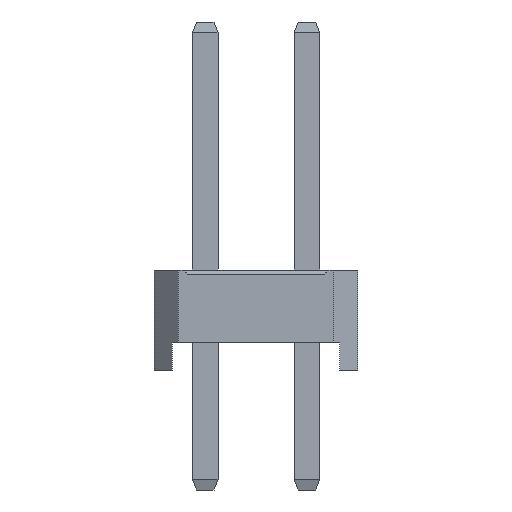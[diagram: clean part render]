
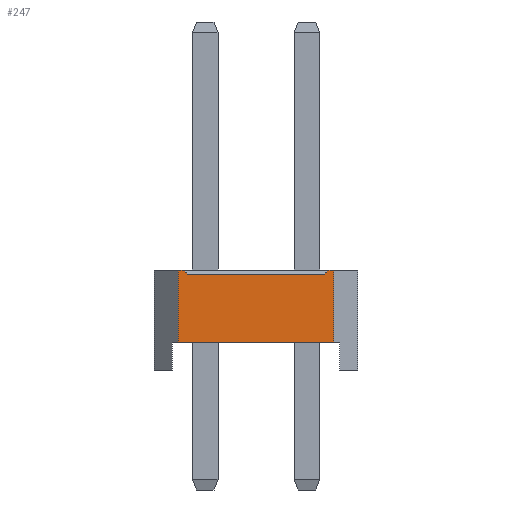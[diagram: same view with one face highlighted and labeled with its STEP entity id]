
A CAD part, left-side view. The second image highlights one B-rep face of the part: STEP entity #247.
In plain terms, the highlighted planar face has unit normal (-1, 0, 0).
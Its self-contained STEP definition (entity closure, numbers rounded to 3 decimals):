
#247=ADVANCED_FACE('',(#1204),#1206,.T.);
#1204=FACE_BOUND('',#1205,.T.);
#1205=EDGE_LOOP('',(#1972,#1973,#1974,#1975,#1976,#1977,#1978,#1979));
#1206=PLANE('',#1207);
#1207=AXIS2_PLACEMENT_3D('',#1208,#1209,#1210);
#1208=CARTESIAN_POINT('',(-1.27,3.21,0.));
#1209=DIRECTION('',(-1.,0.,0.));
#1210=DIRECTION('',(0.,-1.,0.));
#1972=ORIENTED_EDGE('',*,*,#2457,.F.);
#1973=ORIENTED_EDGE('',*,*,#2458,.T.);
#1974=ORIENTED_EDGE('',*,*,#2459,.F.);
#1975=ORIENTED_EDGE('',*,*,#2382,.F.);
#1976=ORIENTED_EDGE('',*,*,#2460,.F.);
#1977=ORIENTED_EDGE('',*,*,#2347,.T.);
#1978=ORIENTED_EDGE('',*,*,#2456,.T.);
#1979=ORIENTED_EDGE('',*,*,#2386,.F.);
#2347=EDGE_CURVE('',#2613,#2611,#2614,.T.);
#2382=EDGE_CURVE('',#2681,#2683,#2684,.T.);
#2386=EDGE_CURVE('',#2689,#2691,#2692,.T.);
#2456=EDGE_CURVE('',#2611,#2691,#2810,.T.);
#2457=EDGE_CURVE('',#2811,#2689,#2812,.F.);
#2458=EDGE_CURVE('',#2811,#2813,#2814,.T.);
#2459=EDGE_CURVE('',#2683,#2813,#2815,.F.);
#2460=EDGE_CURVE('',#2613,#2681,#2816,.T.);
#2611=VERTEX_POINT('',#3041);
#2613=VERTEX_POINT('',#3045);
#2614=LINE('',#3046,#3047);
#2681=VERTEX_POINT('',#3181);
#2683=VERTEX_POINT('',#3185);
#2684=LINE('',#3186,#3187);
#2689=VERTEX_POINT('',#3197);
#2691=VERTEX_POINT('',#3201);
#2692=LINE('',#3202,#3203);
#2810=LINE('',#3460,#3461);
#2811=VERTEX_POINT('',#3463);
#2812=LINE('',#3464,#3465);
#2813=VERTEX_POINT('',#3467);
#2814=LINE('',#3468,#3469);
#2815=LINE('',#3471,#3472);
#2816=LINE('',#3474,#3475);
#3041=CARTESIAN_POINT('',(-1.27,-0.67,0.7));
#3045=CARTESIAN_POINT('',(-1.27,3.21,0.7));
#3046=CARTESIAN_POINT('',(-1.27,3.21,0.7));
#3047=VECTOR('',#3048,1.);
#3048=DIRECTION('',(0.,-1.,0.));
#3181=CARTESIAN_POINT('',(-1.27,3.21,2.5));
#3185=CARTESIAN_POINT('',(-1.27,3.09,2.5));
#3186=CARTESIAN_POINT('',(-1.27,3.21,2.5));
#3187=VECTOR('',#3188,1.);
#3188=DIRECTION('',(0.,-1.,0.));
#3197=CARTESIAN_POINT('',(-1.27,-0.55,2.5));
#3201=CARTESIAN_POINT('',(-1.27,-0.67,2.5));
#3202=CARTESIAN_POINT('',(-1.27,-0.55,2.5));
#3203=VECTOR('',#3204,1.);
#3204=DIRECTION('',(0.,-1.,0.));
#3460=CARTESIAN_POINT('',(-1.27,-0.67,0.7));
#3461=VECTOR('',#3462,1.);
#3462=DIRECTION('',(0.,0.,1.));
#3463=CARTESIAN_POINT('',(-1.27,-0.45,2.4));
#3464=CARTESIAN_POINT('',(-1.27,-0.55,2.5));
#3465=VECTOR('',#3466,1.);
#3466=DIRECTION('',(0.,0.707,-0.707));
#3467=CARTESIAN_POINT('',(-1.27,2.99,2.4));
#3468=CARTESIAN_POINT('',(-1.27,-0.45,2.4));
#3469=VECTOR('',#3470,1.);
#3470=DIRECTION('',(0.,1.,0.));
#3471=CARTESIAN_POINT('',(-1.27,2.99,2.4));
#3472=VECTOR('',#3473,1.);
#3473=DIRECTION('',(0.,0.707,0.707));
#3474=CARTESIAN_POINT('',(-1.27,3.21,0.7));
#3475=VECTOR('',#3476,1.);
#3476=DIRECTION('',(0.,0.,1.));
